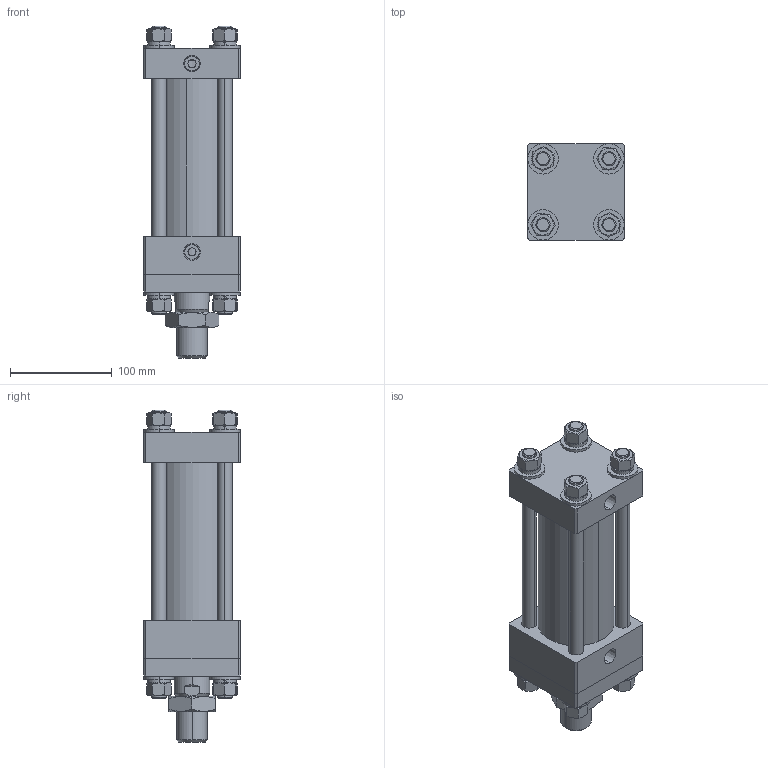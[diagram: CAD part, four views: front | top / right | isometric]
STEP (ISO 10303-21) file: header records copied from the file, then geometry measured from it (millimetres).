
FILE_DESCRIPTION (( 'STEP AP203' ), '1' );
FILE_NAME ('HOB-63-35-100.STEP', '2021-04-27T05:46:19', ( '微软用户' ), ( '微软中国' ), 'SwSTEP 2.0', 'SolidWorks 2012', '' );
FILE_SCHEMA (( 'CONFIG_CONTROL_DESIGN' ));
Length unit declared in the file: millimetre
Products named in the file (11): HOB-63-35-100; hex thin nuts-grades ab-chamfered gb_GB_FASTENER_NUT_STNAB  B M30-N; HOB-63-35-100楊擘; hex nuts, style 1-grades ab gb_GB_FASTENER_NUT_SNAB1 M14-C; plain washers--product grade c gb_GB_FASTENER_WASHER_SMWC 16; spring lock washers--normal type gb_GB_FASTENER_WASHER_SW 14; HOB-63-35-100嶺裝; HOB-63-35-100活塞杆; HOB-63-35-100前盖; HOB-63-35-100掛极; HOB-63-35-100綴裔
Assembly tree (34 placements, depth 2):
  HOB-63-35-100
    HOB-63-35-100綴裔
    HOB-63-35-100掛极
    HOB-63-35-100前盖
    HOB-63-35-100活塞杆
    HOB-63-35-100嶺裝  x4
    spring lock washers--normal type gb_GB_FASTENER_WASHER_SW 14  x8
    plain washers--product grade c gb_GB_FASTENER_WASHER_SMWC 16  x8
    hex nuts, style 1-grades ab gb_GB_FASTENER_NUT_SNAB1 M14-C  x8
    HOB-63-35-100楊擘
    hex thin nuts-grades ab-chamfered gb_GB_FASTENER_NUT_STNAB  B M30-N
Bounding box: 95 x 95 x 327 mm (x, y, z)
Volume: 1417997.2 mm3; surface area: 306782.5 mm2
Topology: 34 solids, 34 shells, 462 faces, 1040 edges, 654 vertices
Faces by surface type: plane 177, cylinder 162, cone 111, torus 12
Entity records: 8153 total; most frequent: CARTESIAN_POINT 1496, DIRECTION 1110, ORIENTED_EDGE 932, EDGE_CURVE 466, AXIS2_PLACEMENT_3D 450, VERTEX_POINT 294, EDGE_LOOP 248, CIRCLE 213
